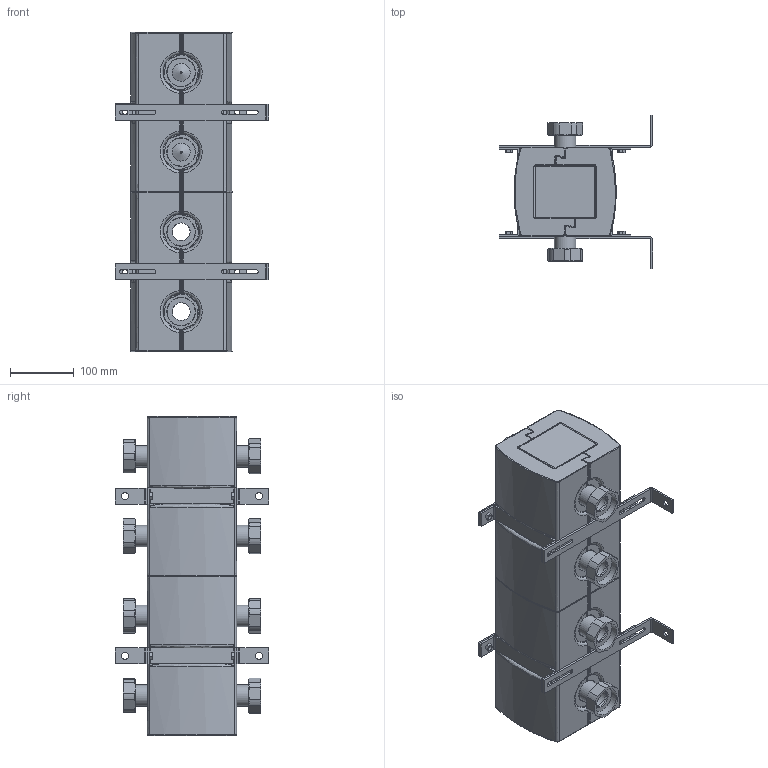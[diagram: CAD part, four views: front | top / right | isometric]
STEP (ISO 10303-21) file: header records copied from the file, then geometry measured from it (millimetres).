
FILE_DESCRIPTION(/* description */ ('Heizkreisverteiler DN25'),/* implementation_level */ '2;1');
FILE_NAME(/* name */ 'DIX.2.036.070.005_50.stp',/* time_stamp */ '2019-06-27T10:49:07+02:00',/* author */ ('F.Mueller'),/* organization */ (''),/* preprocessor_version */ 'ST-DEVELOPER v17',/* originating_system */ 'Autodesk Inventor 2019',/* authorisation */ '');
FILE_SCHEMA (('AUTOMOTIVE_DESIGN { 1 0 10303 214 3 1 1 }'));
Length unit declared in the file: millimetre
Products named in the file (21): DIX.2.036.070.005_50; DI.2.036.070.005_52; DI.2.036.070.005_53; DI.2.041.036.002_1; DI.2.041.036.002_2; DIXS.2.036.070.005_16; DIXS.2.036.070.005_16_1; DIXS.2.036.070.005_14; DIXS.2.036.070.005_14_1; DI.2.036.070.005_3; DI.2.036.070.005_55; DI.2.036.070.005_56; DI.2.036.070.005_6_1; DIXS.2.036.070.005_15; DIXS.2.036.070.005_15_1; DI.2.036.070.005_2; DI.2.036.070.005_57; DI.2.036.070.005_58; DI.2.036.070.005_10; DI.1.002.040.023; DI.1.009.13.040.001
Assembly tree (50 placements, depth 4):
  DIX.2.036.070.005_50
    DI.2.036.070.005_53  x2
    DI.2.036.070.005_52  x4
    DI.2.041.036.002_1  x4
    DI.2.041.036.002_2  x4
    DIXS.2.036.070.005_16
      DIXS.2.036.070.005_16_1
      DIXS.2.036.070.005_14
        DIXS.2.036.070.005_14_1
        DI.2.036.070.005_3
        DI.2.036.070.005_6_1  x2
        DI.2.036.070.005_55
        DI.2.036.070.005_56
        DI.2.036.070.005_57
        DI.2.036.070.005_58
        DI.1.002.040.023  x4
      DIXS.2.036.070.005_15
        DIXS.2.036.070.005_15_1
        DI.2.036.070.005_2
        DI.2.036.070.005_57  x2
        DI.1.002.040.023  x2
      DI.2.036.070.005_58  x2
      DI.2.036.070.005_10  x2
      DI.1.002.040.023  x2
    DI.1.009.13.040.001  x8
Bounding box: 240 x 240 x 500 mm (x, y, z)
Volume: 8082512.9 mm3; surface area: 1338540.4 mm2
Topology: 59 solids, 59 shells, 3007 faces, 6847 edges, 3884 vertices
Faces by surface type: cylinder 1172, plane 671, bspline 476, torus 328, sphere 280, cone 80
Full cylindrical faces by diameter (mm): 8 x8, 11 x4, 28 x8, 28.5 x8, 33.7 x20, 34.4 x12, 42 x8, 44 x8, 44.5 x8, 45 x8
Entity records: 29902 total; most frequent: CARTESIAN_POINT 9047, DIRECTION 4461, ORIENTED_EDGE 4022, EDGE_CURVE 2011, AXIS2_PLACEMENT_3D 1824, VERTEX_POINT 1181, EDGE_LOOP 948, CIRCLE 946
